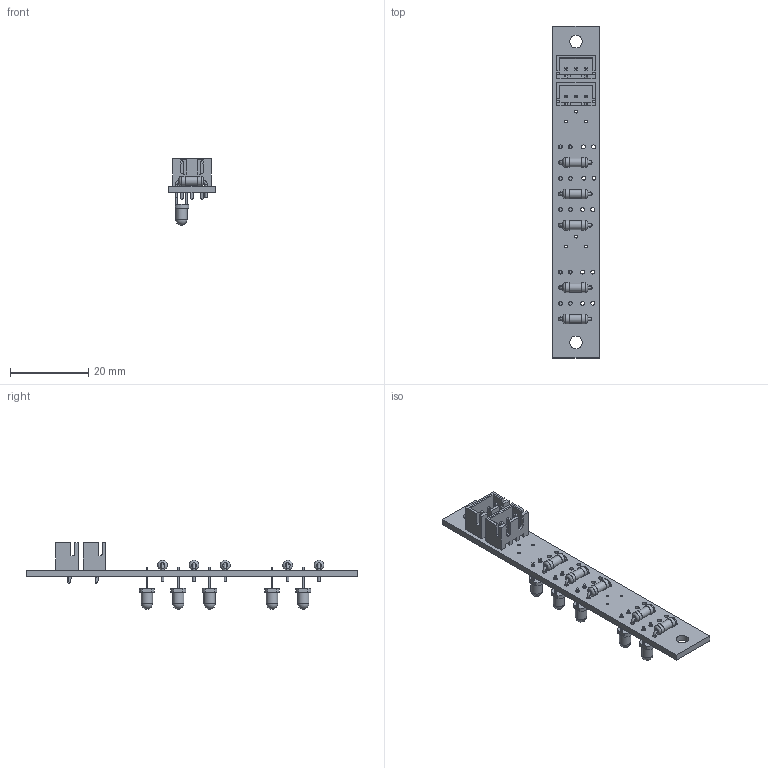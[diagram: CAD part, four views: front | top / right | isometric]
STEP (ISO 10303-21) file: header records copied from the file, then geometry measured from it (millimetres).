
FILE_DESCRIPTION(('KiCad electronic assembly'),'2;1');
FILE_NAME('line_sensor_KARC.step','2021-05-04T22:47:44',('An Author'),( 'A Company'),'Open CASCADE STEP processor 6.9', 'KiCad to STEP converter','Unknown');
FILE_SCHEMA(('AUTOMOTIVE_DESIGN { 1 0 10303 214 1 1 1 1 }'));
Length unit declared in the file: millimetre
Products named in the file (8): Open CASCADE STEP translator 6.9 1; LED_D3.0mm_Clear; SOLID; JST_XH_B3B-XH-A_1x03_P2.50mm_Vertical; R_Axial_DIN0207_L6.3mm_D2.5mm_P7.62mm_Horizontal; COMPOUND
Assembly tree (16 placements, depth 3):
  Open CASCADE STEP translator 6.9 1
    LED_D3.0mm_Clear  x5
      SOLID
    JST_XH_B3B-XH-A_1x03_P2.50mm_Vertical  x2
      SOLID
    R_Axial_DIN0207_L6.3mm_D2.5mm_P7.62mm_Horizontal  x5
      SOLID
    COMPOUND
Bounding box: 12 x 85 x 17 mm (x, y, z)
Volume: 2298.5 mm3; surface area: 4305.1 mm2
Topology: 13 solids, 13 shells, 439 faces, 1052 edges, 681 vertices
Faces by surface type: plane 327, cylinder 87, torus 20, sphere 5
Full cylindrical faces by diameter (mm): 0.6 x10, 0.7 x6, 0.87 x1, 0.95 x6, 1 x29, 2.25 x5, 2.5 x10, 2.9 x5, 3.2 x1, 3.206 x1
Entity records: 15620 total; most frequent: CARTESIAN_POINT 3962, DIRECTION 1967, LINE 1294, VECTOR 1294, ORIENTED_EDGE 1020, PCURVE 1020, DEFINITIONAL_REPRESENTATION 1020, EDGE_CURVE 510
